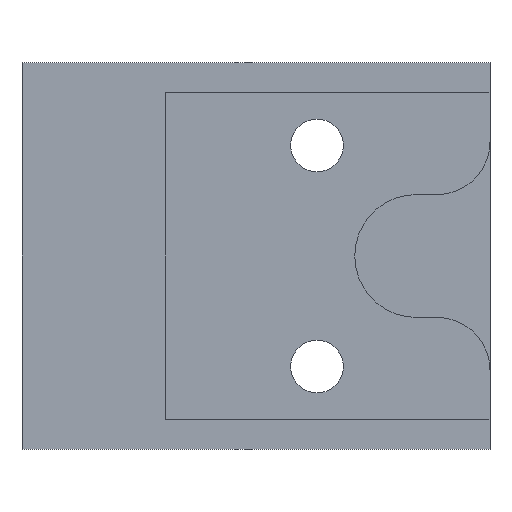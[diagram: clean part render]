
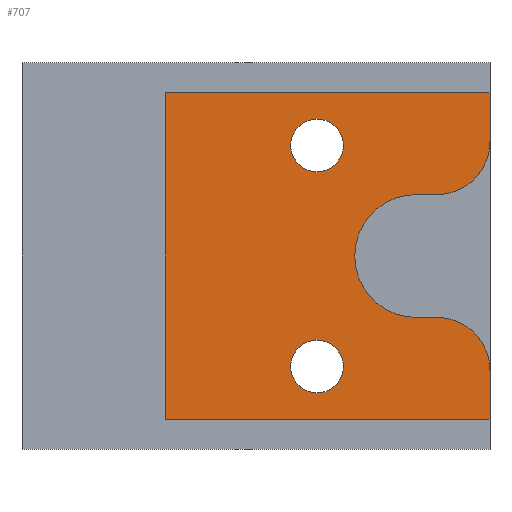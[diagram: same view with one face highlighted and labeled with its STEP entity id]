
A CAD part, front view. The second image highlights one B-rep face of the part: STEP entity #707.
In plain terms, the highlighted planar face has unit normal (0, -1, 0).
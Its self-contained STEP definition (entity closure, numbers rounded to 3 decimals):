
#10 = AXIS2_PLACEMENT_3D ( 'NONE', #576, #142, #515 ) ;
#17 = LINE ( 'NONE', #423, #681 ) ;
#26 = CARTESIAN_POINT ( 'NONE',  ( 22.45, 2., -7.5 ) ) ;
#27 = DIRECTION ( 'NONE',  ( 0., 0., -1. ) ) ;
#33 = EDGE_CURVE ( 'NONE', #579, #396, #220, .T. ) ;
#42 = CARTESIAN_POINT ( 'NONE',  ( 0., 2., 0. ) ) ;
#46 = VERTEX_POINT ( 'NONE', #252 ) ;
#54 = EDGE_LOOP ( 'NONE', ( #349, #77 ) ) ;
#56 = VECTOR ( 'NONE', #363, 1000. ) ;
#77 = ORIENTED_EDGE ( 'NONE', *, *, #367, .T. ) ;
#79 = CARTESIAN_POINT ( 'NONE',  ( 22.45, 2., -11. ) ) ;
#80 = DIRECTION ( 'NONE',  ( 1., 0., 0. ) ) ;
#85 = DIRECTION ( 'NONE',  ( 0., -1., 0. ) ) ;
#88 = ORIENTED_EDGE ( 'NONE', *, *, #408, .T. ) ;
#89 = CARTESIAN_POINT ( 'NONE',  ( 0., 2., -14.5 ) ) ;
#96 = DIRECTION ( 'NONE',  ( 0., 0., 1. ) ) ;
#102 = VECTOR ( 'NONE', #96, 1000. ) ;
#108 = ORIENTED_EDGE ( 'NONE', *, *, #191, .T. ) ;
#112 = VECTOR ( 'NONE', #80, 1000. ) ;
#118 = ORIENTED_EDGE ( 'NONE', *, *, #473, .F. ) ;
#119 = ORIENTED_EDGE ( 'NONE', *, *, #232, .T. ) ;
#129 = EDGE_CURVE ( 'NONE', #755, #713, #547, .T. ) ;
#131 = CARTESIAN_POINT ( 'NONE',  ( 23.65, 2., -7.5 ) ) ;
#142 = DIRECTION ( 'NONE',  ( 0., -1., 0. ) ) ;
#162 = FACE_BOUND ( 'NONE', #54, .T. ) ;
#171 = VECTOR ( 'NONE', #506, 1000. ) ;
#189 = AXIS2_PLACEMENT_3D ( 'NONE', #596, #655, #293 ) ;
#191 = EDGE_CURVE ( 'NONE', #645, #619, #361, .T. ) ;
#197 = ORIENTED_EDGE ( 'NONE', *, *, #460, .T. ) ;
#200 = EDGE_CURVE ( 'NONE', #636, #619, #422, .T. ) ;
#204 = CARTESIAN_POINT ( 'NONE',  ( 0., 2., -1.7 ) ) ;
#219 = CARTESIAN_POINT ( 'NONE',  ( 16.8, 2., -3.2 ) ) ;
#220 = LINE ( 'NONE', #785, #56 ) ;
#227 = CARTESIAN_POINT ( 'NONE',  ( 16.8, 2., -15.8 ) ) ;
#232 = EDGE_CURVE ( 'NONE', #498, #301, #391, .T. ) ;
#234 = ORIENTED_EDGE ( 'NONE', *, *, #33, .T. ) ;
#237 = CIRCLE ( 'NONE', #406, 1.5 ) ;
#251 = CARTESIAN_POINT ( 'NONE',  ( 26.65, 2., -20.3 ) ) ;
#252 = CARTESIAN_POINT ( 'NONE',  ( 26.65, 2., -4.5 ) ) ;
#253 = ORIENTED_EDGE ( 'NONE', *, *, #649, .T. ) ;
#254 = CARTESIAN_POINT ( 'NONE',  ( 26.65, 2., -1.7 ) ) ;
#266 = EDGE_LOOP ( 'NONE', ( #119, #374, #588, #357, #197, #234, #253, #108, #437, #118 ) ) ;
#268 = CARTESIAN_POINT ( 'NONE',  ( 16.8, 2., -17.3 ) ) ;
#274 = CARTESIAN_POINT ( 'NONE',  ( 0., 2., -7.5 ) ) ;
#275 = EDGE_CURVE ( 'NONE', #301, #46, #475, .T. ) ;
#276 = DIRECTION ( 'NONE',  ( 0., 0., -1. ) ) ;
#293 = DIRECTION ( 'NONE',  ( 0., 0., -1. ) ) ;
#299 = VERTEX_POINT ( 'NONE', #370 ) ;
#301 = VERTEX_POINT ( 'NONE', #131 ) ;
#302 = AXIS2_PLACEMENT_3D ( 'NONE', #268, #447, #739 ) ;
#313 = LINE ( 'NONE', #621, #171 ) ;
#338 = AXIS2_PLACEMENT_3D ( 'NONE', #42, #715, #708 ) ;
#349 = ORIENTED_EDGE ( 'NONE', *, *, #658, .T. ) ;
#357 = ORIENTED_EDGE ( 'NONE', *, *, #485, .F. ) ;
#359 = VERTEX_POINT ( 'NONE', #254 ) ;
#361 = CIRCLE ( 'NONE', #10, 3. ) ;
#363 = DIRECTION ( 'NONE',  ( 1., 0., 0. ) ) ;
#367 = EDGE_CURVE ( 'NONE', #539, #397, #237, .T. ) ;
#370 = CARTESIAN_POINT ( 'NONE',  ( 8.15, 2., -1.7 ) ) ;
#374 = ORIENTED_EDGE ( 'NONE', *, *, #275, .T. ) ;
#377 = DIRECTION ( 'NONE',  ( 0., 1., 0. ) ) ;
#383 = AXIS2_PLACEMENT_3D ( 'NONE', #751, #85, #27 ) ;
#391 = LINE ( 'NONE', #274, #112 ) ;
#396 = VERTEX_POINT ( 'NONE', #251 ) ;
#397 = VERTEX_POINT ( 'NONE', #730 ) ;
#402 = CARTESIAN_POINT ( 'NONE',  ( 26.65, 2., 0. ) ) ;
#406 = AXIS2_PLACEMENT_3D ( 'NONE', #612, #377, #554 ) ;
#408 = EDGE_CURVE ( 'NONE', #713, #755, #594, .T. ) ;
#422 = LINE ( 'NONE', #89, #562 ) ;
#423 = CARTESIAN_POINT ( 'NONE',  ( 26.65, 2., 0. ) ) ;
#436 = CARTESIAN_POINT ( 'NONE',  ( 16.8, 2., -17.3 ) ) ;
#437 = ORIENTED_EDGE ( 'NONE', *, *, #200, .F. ) ;
#443 = ORIENTED_EDGE ( 'NONE', *, *, #129, .T. ) ;
#447 = DIRECTION ( 'NONE',  ( 0., 1., 0. ) ) ;
#450 = LINE ( 'NONE', #402, #102 ) ;
#451 = DIRECTION ( 'NONE',  ( 1., 0., 0. ) ) ;
#459 = CARTESIAN_POINT ( 'NONE',  ( 26.65, 2., -17.5 ) ) ;
#460 = EDGE_CURVE ( 'NONE', #299, #579, #313, .T. ) ;
#469 = CARTESIAN_POINT ( 'NONE',  ( 8.15, 2., -20.3 ) ) ;
#473 = EDGE_CURVE ( 'NONE', #498, #636, #632, .T. ) ;
#475 = CIRCLE ( 'NONE', #383, 3. ) ;
#478 = CARTESIAN_POINT ( 'NONE',  ( 16.8, 2., -18.8 ) ) ;
#485 = EDGE_CURVE ( 'NONE', #299, #359, #606, .T. ) ;
#498 = VERTEX_POINT ( 'NONE', #26 ) ;
#500 = EDGE_LOOP ( 'NONE', ( #443, #88 ) ) ;
#506 = DIRECTION ( 'NONE',  ( 0., 0., -1. ) ) ;
#515 = DIRECTION ( 'NONE',  ( 0., 0., -1. ) ) ;
#532 = DIRECTION ( 'NONE',  ( 0., 0., 1. ) ) ;
#539 = VERTEX_POINT ( 'NONE', #219 ) ;
#547 = CIRCLE ( 'NONE', #302, 1.5 ) ;
#554 = DIRECTION ( 'NONE',  ( 0., 0., -1. ) ) ;
#562 = VECTOR ( 'NONE', #757, 1000. ) ;
#576 = CARTESIAN_POINT ( 'NONE',  ( 23.65, 2., -17.5 ) ) ;
#579 = VERTEX_POINT ( 'NONE', #469 ) ;
#588 = ORIENTED_EDGE ( 'NONE', *, *, #719, .T. ) ;
#594 = CIRCLE ( 'NONE', #670, 1.5 ) ;
#596 = CARTESIAN_POINT ( 'NONE',  ( 16.8, 2., -4.7 ) ) ;
#606 = LINE ( 'NONE', #204, #725 ) ;
#610 = DIRECTION ( 'NONE',  ( 0., 1., 0. ) ) ;
#612 = CARTESIAN_POINT ( 'NONE',  ( 16.8, 2., -4.7 ) ) ;
#619 = VERTEX_POINT ( 'NONE', #638 ) ;
#621 = CARTESIAN_POINT ( 'NONE',  ( 8.15, 2., -1.7 ) ) ;
#623 = DIRECTION ( 'NONE',  ( 0., -1., 0. ) ) ;
#632 = CIRCLE ( 'NONE', #770, 3.5 ) ;
#636 = VERTEX_POINT ( 'NONE', #766 ) ;
#638 = CARTESIAN_POINT ( 'NONE',  ( 23.65, 2., -14.5 ) ) ;
#645 = VERTEX_POINT ( 'NONE', #459 ) ;
#649 = EDGE_CURVE ( 'NONE', #396, #645, #450, .T. ) ;
#655 = DIRECTION ( 'NONE',  ( 0., 1., 0. ) ) ;
#658 = EDGE_CURVE ( 'NONE', #397, #539, #728, .T. ) ;
#670 = AXIS2_PLACEMENT_3D ( 'NONE', #436, #610, #675 ) ;
#675 = DIRECTION ( 'NONE',  ( 0., 0., -1. ) ) ;
#681 = VECTOR ( 'NONE', #532, 1000. ) ;
#704 = PLANE ( 'NONE',  #338 ) ;
#707 = ADVANCED_FACE ( 'NONE', ( #787, #738, #162 ), #704, .T. ) ;
#708 = DIRECTION ( 'NONE',  ( 0., 0., -1. ) ) ;
#713 = VERTEX_POINT ( 'NONE', #227 ) ;
#715 = DIRECTION ( 'NONE',  ( 0., -1., 0. ) ) ;
#719 = EDGE_CURVE ( 'NONE', #46, #359, #17, .T. ) ;
#725 = VECTOR ( 'NONE', #451, 1000. ) ;
#728 = CIRCLE ( 'NONE', #189, 1.5 ) ;
#730 = CARTESIAN_POINT ( 'NONE',  ( 16.8, 2., -6.2 ) ) ;
#738 = FACE_BOUND ( 'NONE', #500, .T. ) ;
#739 = DIRECTION ( 'NONE',  ( 0., 0., -1. ) ) ;
#751 = CARTESIAN_POINT ( 'NONE',  ( 23.65, 2., -4.5 ) ) ;
#755 = VERTEX_POINT ( 'NONE', #478 ) ;
#757 = DIRECTION ( 'NONE',  ( 1., 0., 0. ) ) ;
#766 = CARTESIAN_POINT ( 'NONE',  ( 22.45, 2., -14.5 ) ) ;
#770 = AXIS2_PLACEMENT_3D ( 'NONE', #79, #623, #276 ) ;
#785 = CARTESIAN_POINT ( 'NONE',  ( 0., 2., -20.3 ) ) ;
#787 = FACE_OUTER_BOUND ( 'NONE', #266, .T. ) ;
